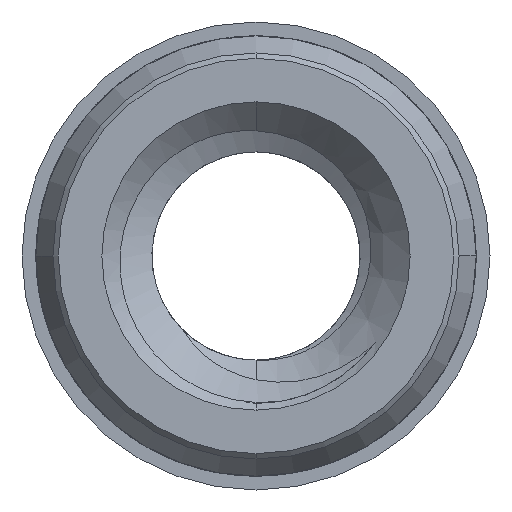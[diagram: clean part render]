
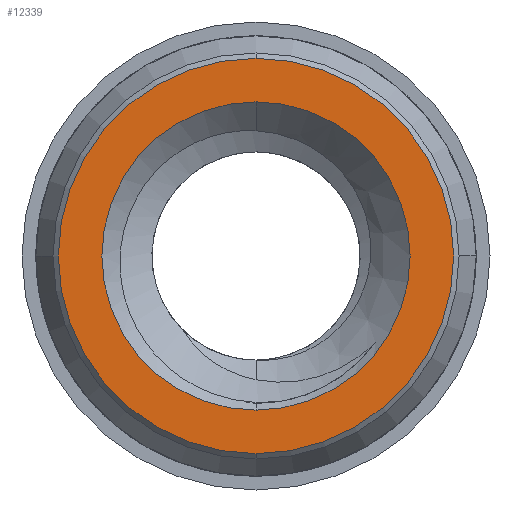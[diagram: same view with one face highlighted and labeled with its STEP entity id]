
A CAD part, front view. The second image highlights one B-rep face of the part: STEP entity #12339.
In plain terms, the highlighted planar face has unit normal (0, -1, 0).
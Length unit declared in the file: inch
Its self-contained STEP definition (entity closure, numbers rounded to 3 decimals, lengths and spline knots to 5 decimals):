
#165 = CIRCLE ( 'NONE', #5175, 0.07214 ) ;
#700 = CARTESIAN_POINT ( 'NONE',  ( 0., -0.25, 0. ) ) ;
#731 = CIRCLE ( 'NONE', #12461, 0.0925 ) ;
#1615 = DIRECTION ( 'NONE',  ( 0., 0., 1. ) ) ;
#1642 = CIRCLE ( 'NONE', #4532, 0.07214 ) ;
#1685 = DIRECTION ( 'NONE',  ( 0., 1., 0. ) ) ;
#1999 = CARTESIAN_POINT ( 'NONE',  ( 0., -0.25, 0.0925 ) ) ;
#2467 = DIRECTION ( 'NONE',  ( 0., 1., 0. ) ) ;
#2862 = ORIENTED_EDGE ( 'NONE', *, *, #9617, .T. ) ;
#3146 = VERTEX_POINT ( 'NONE', #1999 ) ;
#3637 = VERTEX_POINT ( 'NONE', #10183 ) ;
#3778 = DIRECTION ( 'NONE',  ( 0., 0., 1. ) ) ;
#3908 = DIRECTION ( 'NONE',  ( 0., 0., 1. ) ) ;
#3975 = DIRECTION ( 'NONE',  ( 0., 1., 0. ) ) ;
#4435 = ORIENTED_EDGE ( 'NONE', *, *, #12324, .F. ) ;
#4532 = AXIS2_PLACEMENT_3D ( 'NONE', #8768, #4698, #3778 ) ;
#4698 = DIRECTION ( 'NONE',  ( 0., 1., 0. ) ) ;
#5152 = ORIENTED_EDGE ( 'NONE', *, *, #12395, .F. ) ;
#5175 = AXIS2_PLACEMENT_3D ( 'NONE', #12912, #3975, #3908 ) ;
#5478 = FACE_OUTER_BOUND ( 'NONE', #8975, .T. ) ;
#5540 = DIRECTION ( 'NONE',  ( 0., 0., 1. ) ) ;
#5932 = AXIS2_PLACEMENT_3D ( 'NONE', #9685, #1685, #5540 ) ;
#5939 = VERTEX_POINT ( 'NONE', #11012 ) ;
#6150 = CIRCLE ( 'NONE', #6982, 0.0925 ) ;
#6464 = FACE_BOUND ( 'NONE', #8028, .T. ) ;
#6982 = AXIS2_PLACEMENT_3D ( 'NONE', #700, #2467, #1615 ) ;
#7053 = CARTESIAN_POINT ( 'NONE',  ( 0., -0.25, -0.0925 ) ) ;
#7446 = DIRECTION ( 'NONE',  ( 0., 0., 1. ) ) ;
#7708 = CARTESIAN_POINT ( 'NONE',  ( 0., -0.25, 0. ) ) ;
#8028 = EDGE_LOOP ( 'NONE', ( #9722, #2862 ) ) ;
#8768 = CARTESIAN_POINT ( 'NONE',  ( 0., -0.25, 0. ) ) ;
#8975 = EDGE_LOOP ( 'NONE', ( #4435, #5152 ) ) ;
#9040 = VERTEX_POINT ( 'NONE', #7053 ) ;
#9617 = EDGE_CURVE ( 'NONE', #5939, #3637, #1642, .T. ) ;
#9685 = CARTESIAN_POINT ( 'NONE',  ( 0., -0.25, 0. ) ) ;
#9722 = ORIENTED_EDGE ( 'NONE', *, *, #12158, .T. ) ;
#10183 = CARTESIAN_POINT ( 'NONE',  ( 0., -0.25, -0.07214 ) ) ;
#10536 = PLANE ( 'NONE',  #5932 ) ;
#11012 = CARTESIAN_POINT ( 'NONE',  ( 0., -0.25, 0.07214 ) ) ;
#12158 = EDGE_CURVE ( 'NONE', #3637, #5939, #165, .T. ) ;
#12324 = EDGE_CURVE ( 'NONE', #9040, #3146, #731, .T. ) ;
#12339 = ADVANCED_FACE ( 'NONE', ( #6464, #5478 ), #10536, .F. ) ;
#12395 = EDGE_CURVE ( 'NONE', #3146, #9040, #6150, .T. ) ;
#12461 = AXIS2_PLACEMENT_3D ( 'NONE', #7708, #12581, #7446 ) ;
#12581 = DIRECTION ( 'NONE',  ( 0., 1., 0. ) ) ;
#12912 = CARTESIAN_POINT ( 'NONE',  ( 0., -0.25, 0. ) ) ;
